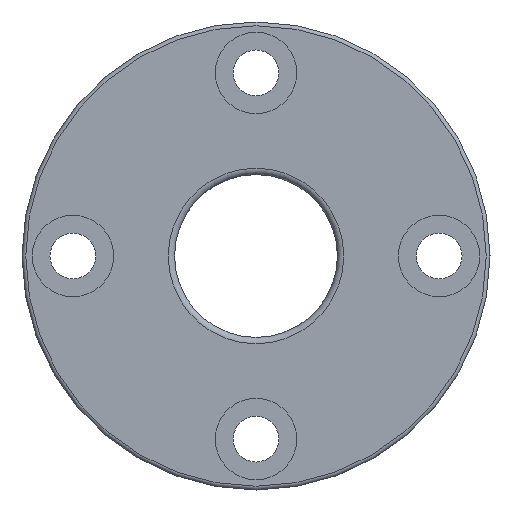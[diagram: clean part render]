
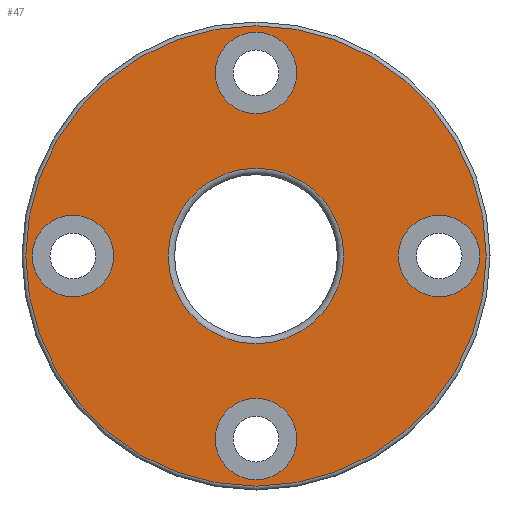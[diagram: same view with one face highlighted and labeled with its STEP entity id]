
A CAD part, left-side view. The second image highlights one B-rep face of the part: STEP entity #47.
In plain terms, the highlighted planar face has unit normal (-1, 0, 0).
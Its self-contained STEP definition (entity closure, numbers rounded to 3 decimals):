
#47 = ADVANCED_FACE( '', ( #110, #111, #112, #113, #114, #115 ), #116, .T. );
#110 = FACE_BOUND( '', #217, .T. );
#111 = FACE_BOUND( '', #218, .T. );
#112 = FACE_BOUND( '', #219, .T. );
#113 = FACE_OUTER_BOUND( '', #220, .T. );
#114 = FACE_BOUND( '', #221, .T. );
#115 = FACE_BOUND( '', #222, .T. );
#116 = PLANE( '', #223 );
#217 = EDGE_LOOP( '', ( #318 ) );
#218 = EDGE_LOOP( '', ( #319 ) );
#219 = EDGE_LOOP( '', ( #320 ) );
#220 = EDGE_LOOP( '', ( #321 ) );
#221 = EDGE_LOOP( '', ( #322 ) );
#222 = EDGE_LOOP( '', ( #323 ) );
#223 = AXIS2_PLACEMENT_3D( '', #324, #325, #326 );
#318 = ORIENTED_EDGE( '', *, *, #464, .T. );
#319 = ORIENTED_EDGE( '', *, *, #465, .T. );
#320 = ORIENTED_EDGE( '', *, *, #466, .T. );
#321 = ORIENTED_EDGE( '', *, *, #467, .F. );
#322 = ORIENTED_EDGE( '', *, *, #468, .T. );
#323 = ORIENTED_EDGE( '', *, *, #469, .T. );
#324 = CARTESIAN_POINT( '', ( 0., 22.625, 0. ) );
#325 = DIRECTION( '', ( -1., 0., 0. ) );
#326 = DIRECTION( '', ( 0., 0., 1. ) );
#464 = EDGE_CURVE( '', #514, #514, #515, .T. );
#465 = EDGE_CURVE( '', #516, #516, #517, .F. );
#466 = EDGE_CURVE( '', #518, #518, #519, .T. );
#467 = EDGE_CURVE( '', #520, #520, #521, .T. );
#468 = EDGE_CURVE( '', #522, #522, #523, .T. );
#469 = EDGE_CURVE( '', #524, #524, #525, .T. );
#514 = VERTEX_POINT( '', #591 );
#515 = CIRCLE( '', #592, 8.625 );
#516 = VERTEX_POINT( '', #593 );
#517 = CIRCLE( '', #594, 4. );
#518 = VERTEX_POINT( '', #595 );
#519 = CIRCLE( '', #596, 4. );
#520 = VERTEX_POINT( '', #597 );
#521 = CIRCLE( '', #598, 22.625 );
#522 = VERTEX_POINT( '', #599 );
#523 = CIRCLE( '', #600, 4. );
#524 = VERTEX_POINT( '', #601 );
#525 = CIRCLE( '', #602, 4. );
#591 = CARTESIAN_POINT( '', ( 0., 0., -8.625 ) );
#592 = AXIS2_PLACEMENT_3D( '', #667, #668, #669 );
#593 = CARTESIAN_POINT( '', ( 0., 18., 4. ) );
#594 = AXIS2_PLACEMENT_3D( '', #670, #671, #672 );
#595 = CARTESIAN_POINT( '', ( 0., 0., -22. ) );
#596 = AXIS2_PLACEMENT_3D( '', #673, #674, #675 );
#597 = CARTESIAN_POINT( '', ( 0., 0., -22.625 ) );
#598 = AXIS2_PLACEMENT_3D( '', #676, #677, #678 );
#599 = CARTESIAN_POINT( '', ( 0., -18., -4. ) );
#600 = AXIS2_PLACEMENT_3D( '', #679, #680, #681 );
#601 = CARTESIAN_POINT( '', ( 0., 0., 14. ) );
#602 = AXIS2_PLACEMENT_3D( '', #682, #683, #684 );
#667 = CARTESIAN_POINT( '', ( 0., 0., 0. ) );
#668 = DIRECTION( '', ( 1., 0., 0. ) );
#669 = DIRECTION( '', ( 0., 0., -1. ) );
#670 = CARTESIAN_POINT( '', ( 0., 18., 0. ) );
#671 = DIRECTION( '', ( -1., 0., 0. ) );
#672 = DIRECTION( '', ( 0., 0., 1. ) );
#673 = CARTESIAN_POINT( '', ( 0., 0., -18. ) );
#674 = DIRECTION( '', ( 1., 0., 0. ) );
#675 = DIRECTION( '', ( 0., 0., -1. ) );
#676 = CARTESIAN_POINT( '', ( 0., 0., 0. ) );
#677 = DIRECTION( '', ( 1., 0., 0. ) );
#678 = DIRECTION( '', ( 0., 0., -1. ) );
#679 = CARTESIAN_POINT( '', ( 0., -18., 0. ) );
#680 = DIRECTION( '', ( 1., 0., 0. ) );
#681 = DIRECTION( '', ( 0., 0., -1. ) );
#682 = CARTESIAN_POINT( '', ( 0., 0., 18. ) );
#683 = DIRECTION( '', ( 1., 0., 0. ) );
#684 = DIRECTION( '', ( 0., 0., -1. ) );
